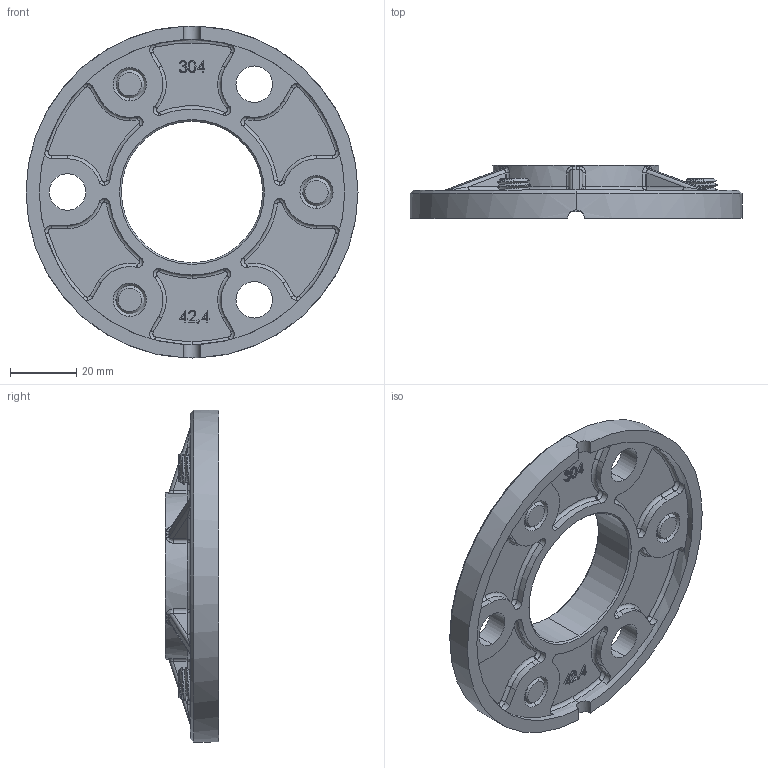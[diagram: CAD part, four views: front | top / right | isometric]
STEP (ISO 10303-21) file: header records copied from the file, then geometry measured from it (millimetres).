
FILE_DESCRIPTION (( 'STEP AP203' ), '1' );
FILE_NAME ('A_0943-100x42.STEP', '2019-03-06T10:37:55', ( '' ), ( '' ), 'SwSTEP 2.0', 'SolidWorks 2018', '' );
FILE_SCHEMA (( 'CONFIG_CONTROL_DESIGN' ));
Length unit declared in the file: millimetre
Products named in the file (3): skrutka DIN 913_M10x10_A2-70_render; A_0943-100x42; A_0943-100x42.P1
Assembly tree (4 placements, depth 2):
  A_0943-100x42
    A_0943-100x42.P1
    skrutka DIN 913_M10x10_A2-70_render  x3
Bounding box: 100 x 16 x 100 mm (x, y, z)
Volume: 40336.7 mm3; surface area: 22926.9 mm2
Topology: 4 solids, 4 shells, 530 faces, 1302 edges, 777 vertices
Faces by surface type: cylinder 164, plane 149, torus 74, bspline 71, cone 60, sphere 12
Entity records: 18568 total; most frequent: CARTESIAN_POINT 8001, ORIENTED_EDGE 2184, DIRECTION 2143, EDGE_CURVE 1092, AXIS2_PLACEMENT_3D 843, VERTEX_POINT 663, EDGE_LOOP 473, CIRCLE 457
